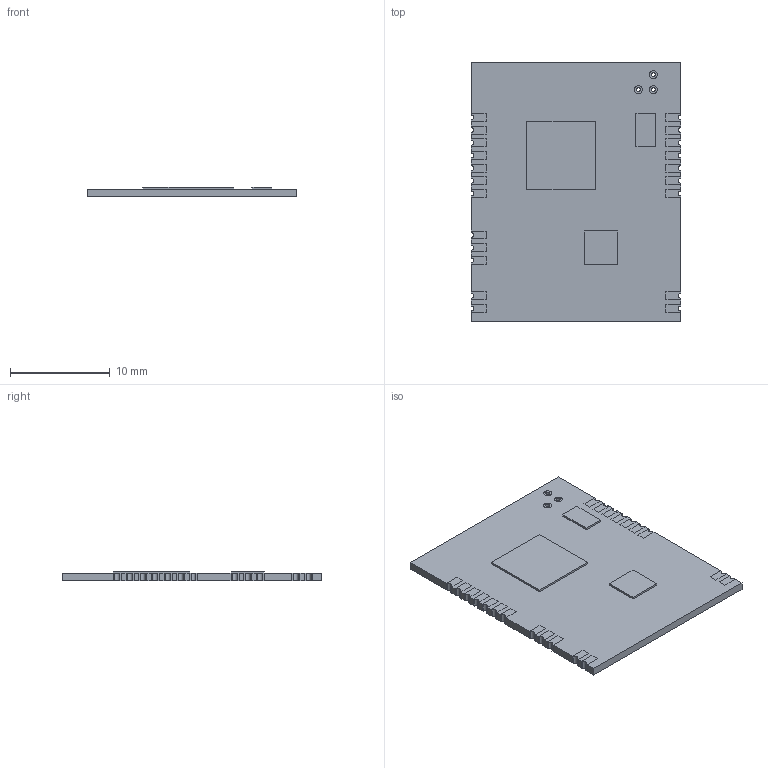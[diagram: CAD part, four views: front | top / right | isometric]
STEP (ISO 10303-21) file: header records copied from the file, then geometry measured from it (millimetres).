
FILE_DESCRIPTION(/* description */ (''),/* implementation_level */ '2;1');
FILE_NAME(/* name */ 'SMW-SX1262M0.step',/* time_stamp */ '2021-07-19T12:22:11-03:00',/* author */ (''),/* organization */ (''),/* preprocessor_version */ 'ST-DEVELOPER v18.1',/* originating_system */ 'Autodesk Translation Framework v10.9.0.1377',/* authorisation */ '');
FILE_SCHEMA (('AUTOMOTIVE_DESIGN { 1 0 10303 214 3 1 1 }'));
Length unit declared in the file: millimetre
Products named in the file (1): SMW-SX1262M0
Bounding box: 21 x 26 x 1 mm (x, y, z)
Volume: 447.7 mm3; surface area: 1448.8 mm2
Topology: 28 solids, 28 shells, 291 faces, 705 edges, 470 vertices
Faces by surface type: plane 261, cylinder 30
Full cylindrical faces by diameter (mm): 0.4 x3, 0.8 x6
Entity records: 8430 total; most frequent: CARTESIAN_POINT 1467, ORIENTED_EDGE 1410, DIRECTION 1349, EDGE_CURVE 705, LINE 645, VECTOR 645, VERTEX_POINT 470, AXIS2_PLACEMENT_3D 352
